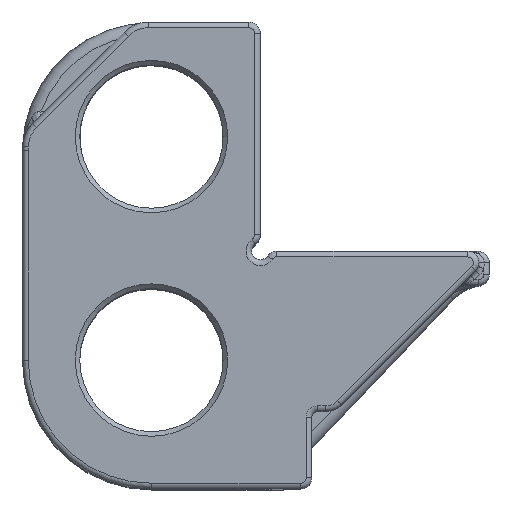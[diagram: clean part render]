
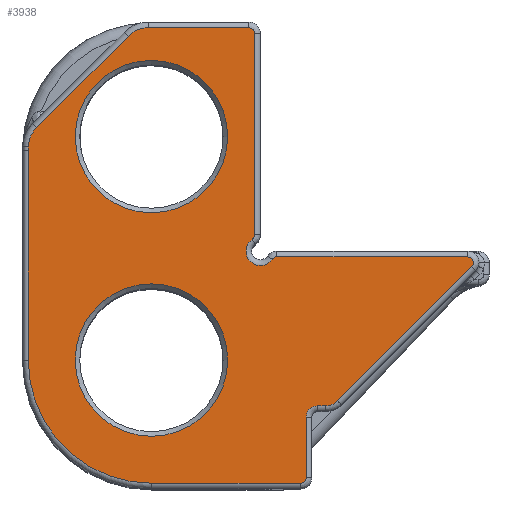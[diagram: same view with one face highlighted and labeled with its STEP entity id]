
A CAD part, top view. The second image highlights one B-rep face of the part: STEP entity #3938.
In plain terms, the highlighted planar face has unit normal (0, 0, 1).
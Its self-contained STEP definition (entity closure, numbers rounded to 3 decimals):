
#51=FACE_BOUND('',#1016,.T.);
#52=FACE_BOUND('',#1017,.T.);
#71=PLANE('',#4276);
#214=LINE('',#6705,#428);
#215=LINE('',#6711,#429);
#216=LINE('',#6715,#430);
#217=LINE('',#6719,#431);
#218=LINE('',#6723,#432);
#219=LINE('',#6727,#433);
#220=LINE('',#6731,#434);
#221=LINE('',#6739,#435);
#222=LINE('',#6743,#436);
#428=VECTOR('',#4967,10.);
#429=VECTOR('',#4972,10.);
#430=VECTOR('',#4975,10.);
#431=VECTOR('',#4978,10.);
#432=VECTOR('',#4981,10.);
#433=VECTOR('',#4984,10.);
#434=VECTOR('',#4987,10.);
#435=VECTOR('',#4994,10.);
#436=VECTOR('',#4997,10.);
#742=FACE_OUTER_BOUND('',#1015,.T.);
#1015=EDGE_LOOP('',(#2837,#2838,#2839,#2840,#2841,#2842,#2843,#2844,#2845,
#2846,#2847,#2848,#2849,#2850,#2851,#2852,#2853,#2854,#2855,#2856,#2857));
#1016=EDGE_LOOP('',(#2858));
#1017=EDGE_LOOP('',(#2859));
#1387=CIRCLE('',#4275,6.65);
#1388=CIRCLE('',#4277,2.5);
#1389=CIRCLE('',#4278,10.75);
#1390=CIRCLE('',#4279,10.75);
#1391=CIRCLE('',#4280,0.5);
#1392=CIRCLE('',#4281,1.);
#1393=CIRCLE('',#4282,1.5);
#1394=CIRCLE('',#4283,0.5);
#1395=CIRCLE('',#4284,0.5);
#1396=CIRCLE('',#4285,1.25);
#1397=CIRCLE('',#4286,0.5);
#1398=CIRCLE('',#4287,0.5);
#1399=CIRCLE('',#4288,2.5);
#1400=CIRCLE('',#4289,6.65);
#1734=VERTEX_POINT('',#6699);
#1735=VERTEX_POINT('',#6703);
#1736=VERTEX_POINT('',#6704);
#1737=VERTEX_POINT('',#6706);
#1738=VERTEX_POINT('',#6708);
#1739=VERTEX_POINT('',#6710);
#1740=VERTEX_POINT('',#6712);
#1741=VERTEX_POINT('',#6714);
#1742=VERTEX_POINT('',#6716);
#1743=VERTEX_POINT('',#6718);
#1744=VERTEX_POINT('',#6720);
#1745=VERTEX_POINT('',#6722);
#1746=VERTEX_POINT('',#6724);
#1747=VERTEX_POINT('',#6726);
#1748=VERTEX_POINT('',#6728);
#1749=VERTEX_POINT('',#6730);
#1750=VERTEX_POINT('',#6732);
#1751=VERTEX_POINT('',#6734);
#1752=VERTEX_POINT('',#6736);
#1753=VERTEX_POINT('',#6738);
#1754=VERTEX_POINT('',#6740);
#1755=VERTEX_POINT('',#6742);
#1756=VERTEX_POINT('',#6745);
#2126=EDGE_CURVE('',#1734,#1734,#1387,.T.);
#2128=EDGE_CURVE('',#1735,#1736,#214,.T.);
#2129=EDGE_CURVE('',#1737,#1735,#1388,.T.);
#2130=EDGE_CURVE('',#1738,#1737,#1389,.T.);
#2131=EDGE_CURVE('',#1739,#1738,#215,.T.);
#2132=EDGE_CURVE('',#1740,#1739,#1390,.T.);
#2133=EDGE_CURVE('',#1741,#1740,#216,.T.);
#2134=EDGE_CURVE('',#1742,#1741,#1391,.T.);
#2135=EDGE_CURVE('',#1743,#1742,#217,.T.);
#2136=EDGE_CURVE('',#1744,#1743,#1392,.T.);
#2137=EDGE_CURVE('',#1745,#1744,#218,.T.);
#2138=EDGE_CURVE('',#1746,#1745,#1393,.T.);
#2139=EDGE_CURVE('',#1747,#1746,#219,.T.);
#2140=EDGE_CURVE('',#1748,#1747,#1394,.T.);
#2141=EDGE_CURVE('',#1749,#1748,#220,.T.);
#2142=EDGE_CURVE('',#1750,#1749,#1395,.T.);
#2143=EDGE_CURVE('',#1751,#1750,#1396,.T.);
#2144=EDGE_CURVE('',#1752,#1751,#1397,.T.);
#2145=EDGE_CURVE('',#1753,#1752,#221,.T.);
#2146=EDGE_CURVE('',#1754,#1753,#1398,.T.);
#2147=EDGE_CURVE('',#1755,#1754,#222,.T.);
#2148=EDGE_CURVE('',#1736,#1755,#1399,.T.);
#2149=EDGE_CURVE('',#1756,#1756,#1400,.T.);
#2837=ORIENTED_EDGE('',*,*,#2128,.F.);
#2838=ORIENTED_EDGE('',*,*,#2129,.F.);
#2839=ORIENTED_EDGE('',*,*,#2130,.F.);
#2840=ORIENTED_EDGE('',*,*,#2131,.F.);
#2841=ORIENTED_EDGE('',*,*,#2132,.F.);
#2842=ORIENTED_EDGE('',*,*,#2133,.F.);
#2843=ORIENTED_EDGE('',*,*,#2134,.F.);
#2844=ORIENTED_EDGE('',*,*,#2135,.F.);
#2845=ORIENTED_EDGE('',*,*,#2136,.F.);
#2846=ORIENTED_EDGE('',*,*,#2137,.F.);
#2847=ORIENTED_EDGE('',*,*,#2138,.F.);
#2848=ORIENTED_EDGE('',*,*,#2139,.F.);
#2849=ORIENTED_EDGE('',*,*,#2140,.F.);
#2850=ORIENTED_EDGE('',*,*,#2141,.F.);
#2851=ORIENTED_EDGE('',*,*,#2142,.F.);
#2852=ORIENTED_EDGE('',*,*,#2143,.F.);
#2853=ORIENTED_EDGE('',*,*,#2144,.F.);
#2854=ORIENTED_EDGE('',*,*,#2145,.F.);
#2855=ORIENTED_EDGE('',*,*,#2146,.F.);
#2856=ORIENTED_EDGE('',*,*,#2147,.F.);
#2857=ORIENTED_EDGE('',*,*,#2148,.F.);
#2858=ORIENTED_EDGE('',*,*,#2149,.F.);
#2859=ORIENTED_EDGE('',*,*,#2126,.F.);
#3938=ADVANCED_FACE('',(#742,#51,#52),#71,.T.);
#4275=AXIS2_PLACEMENT_3D('',#6700,#4962,#4963);
#4276=AXIS2_PLACEMENT_3D('',#6702,#4965,#4966);
#4277=AXIS2_PLACEMENT_3D('',#6707,#4968,#4969);
#4278=AXIS2_PLACEMENT_3D('',#6709,#4970,#4971);
#4279=AXIS2_PLACEMENT_3D('',#6713,#4973,#4974);
#4280=AXIS2_PLACEMENT_3D('',#6717,#4976,#4977);
#4281=AXIS2_PLACEMENT_3D('',#6721,#4979,#4980);
#4282=AXIS2_PLACEMENT_3D('',#6725,#4982,#4983);
#4283=AXIS2_PLACEMENT_3D('',#6729,#4985,#4986);
#4284=AXIS2_PLACEMENT_3D('',#6733,#4988,#4989);
#4285=AXIS2_PLACEMENT_3D('',#6735,#4990,#4991);
#4286=AXIS2_PLACEMENT_3D('',#6737,#4992,#4993);
#4287=AXIS2_PLACEMENT_3D('',#6741,#4995,#4996);
#4288=AXIS2_PLACEMENT_3D('',#6744,#4998,#4999);
#4289=AXIS2_PLACEMENT_3D('',#6746,#5000,#5001);
#4962=DIRECTION('center_axis',(0.,0.,1.));
#4963=DIRECTION('ref_axis',(1.,0.,0.));
#4965=DIRECTION('center_axis',(0.,0.,1.));
#4966=DIRECTION('ref_axis',(1.,0.,0.));
#4967=DIRECTION('',(0.707,0.707,0.));
#4968=DIRECTION('center_axis',(0.,0.,-1.));
#4969=DIRECTION('ref_axis',(-0.918,0.397,0.));
#4970=DIRECTION('center_axis',(0.,0.,-1.));
#4971=DIRECTION('ref_axis',(-1.,0.016,0.));
#4972=DIRECTION('',(0.,1.,0.));
#4973=DIRECTION('center_axis',(0.,0.,-1.));
#4974=DIRECTION('ref_axis',(-0.707,-0.707,0.));
#4975=DIRECTION('',(-1.,0.,0.));
#4976=DIRECTION('center_axis',(0.,0.,-1.));
#4977=DIRECTION('ref_axis',(0.707,-0.707,0.));
#4978=DIRECTION('',(0.,-1.,0.));
#4979=DIRECTION('center_axis',(0.,0.,1.));
#4980=DIRECTION('ref_axis',(-0.707,0.707,0.));
#4981=DIRECTION('',(-1.,0.,0.));
#4982=DIRECTION('center_axis',(0.,0.,-1.));
#4983=DIRECTION('ref_axis',(0.383,-0.924,0.));
#4984=DIRECTION('',(-0.707,-0.707,0.));
#4985=DIRECTION('center_axis',(0.,0.,-1.));
#4986=DIRECTION('ref_axis',(0.924,0.383,0.));
#4987=DIRECTION('',(1.,0.,0.));
#4988=DIRECTION('center_axis',(0.,0.,-1.));
#4989=DIRECTION('ref_axis',(-0.463,0.886,0.));
#4990=DIRECTION('center_axis',(0.,0.,1.));
#4991=DIRECTION('ref_axis',(-0.707,-0.707,0.));
#4992=DIRECTION('center_axis',(0.,0.,-1.));
#4993=DIRECTION('ref_axis',(0.886,-0.463,0.));
#4994=DIRECTION('',(0.,-1.,0.));
#4995=DIRECTION('center_axis',(0.,0.,-1.));
#4996=DIRECTION('ref_axis',(0.707,0.707,0.));
#4997=DIRECTION('',(1.,0.,0.));
#4998=DIRECTION('center_axis',(0.,0.,-1.));
#4999=DIRECTION('ref_axis',(-0.383,0.924,0.));
#5000=DIRECTION('center_axis',(0.,0.,1.));
#5001=DIRECTION('ref_axis',(1.,0.,0.));
#6699=CARTESIAN_POINT('',(-76.15,10.,7.1));
#6700=CARTESIAN_POINT('Origin',(-69.5,10.,7.1));
#6702=CARTESIAN_POINT('Origin',(-63.3,-0.375,7.1));
#6703=CARTESIAN_POINT('',(-79.514,10.781,7.1));
#6704=CARTESIAN_POINT('',(-71.527,18.768,7.1));
#6705=CARTESIAN_POINT('',(-73.817,16.478,7.1));
#6706=CARTESIAN_POINT('',(-80.245,9.093,7.1));
#6707=CARTESIAN_POINT('Origin',(-77.746,9.013,7.1));
#6708=CARTESIAN_POINT('',(-80.25,8.75,7.1));
#6709=CARTESIAN_POINT('Origin',(-69.5,8.75,7.1));
#6710=CARTESIAN_POINT('',(-80.25,-9.5,7.1));
#6711=CARTESIAN_POINT('',(-80.25,-0.188,7.1));
#6712=CARTESIAN_POINT('',(-69.5,-20.25,7.1));
#6713=CARTESIAN_POINT('Origin',(-69.5,-9.5,7.1));
#6714=CARTESIAN_POINT('',(-56.5,-20.25,7.1));
#6715=CARTESIAN_POINT('',(-60.15,-20.25,7.1));
#6716=CARTESIAN_POINT('',(-56.,-19.75,7.1));
#6717=CARTESIAN_POINT('Origin',(-56.5,-19.75,7.1));
#6718=CARTESIAN_POINT('',(-56.,-14.5,7.1));
#6719=CARTESIAN_POINT('',(-56.,-10.563,7.1));
#6720=CARTESIAN_POINT('',(-55.,-13.5,7.1));
#6721=CARTESIAN_POINT('Origin',(-55.,-14.5,7.1));
#6722=CARTESIAN_POINT('',(-54.327,-13.5,7.1));
#6723=CARTESIAN_POINT('',(-59.4,-13.5,7.1));
#6724=CARTESIAN_POINT('',(-53.266,-13.061,7.1));
#6725=CARTESIAN_POINT('Origin',(-54.327,-12.,7.1));
#6726=CARTESIAN_POINT('',(-41.559,-1.354,7.1));
#6727=CARTESIAN_POINT('',(-52.896,-12.691,7.1));
#6728=CARTESIAN_POINT('',(-41.912,-0.5,7.1));
#6729=CARTESIAN_POINT('Origin',(-41.912,-1.,7.1));
#6730=CARTESIAN_POINT('',(-58.564,-0.5,7.1));
#6731=CARTESIAN_POINT('',(-61.65,-0.5,7.1));
#6732=CARTESIAN_POINT('',(-58.974,-0.714,7.1));
#6733=CARTESIAN_POINT('Origin',(-58.564,-1.,7.1));
#6734=CARTESIAN_POINT('',(-60.714,1.026,7.1));
#6735=CARTESIAN_POINT('Origin',(-60.,0.,7.1));
#6736=CARTESIAN_POINT('',(-60.5,1.436,7.1));
#6737=CARTESIAN_POINT('Origin',(-61.,1.436,7.1));
#6738=CARTESIAN_POINT('',(-60.5,19.,7.1));
#6739=CARTESIAN_POINT('',(-60.5,-0.188,7.1));
#6740=CARTESIAN_POINT('',(-61.,19.5,7.1));
#6741=CARTESIAN_POINT('Origin',(-61.,19.,7.1));
#6742=CARTESIAN_POINT('',(-69.759,19.5,7.1));
#6743=CARTESIAN_POINT('',(-61.65,19.5,7.1));
#6744=CARTESIAN_POINT('Origin',(-69.759,17.,7.1));
#6745=CARTESIAN_POINT('',(-76.15,-9.5,7.1));
#6746=CARTESIAN_POINT('Origin',(-69.5,-9.5,7.1));
